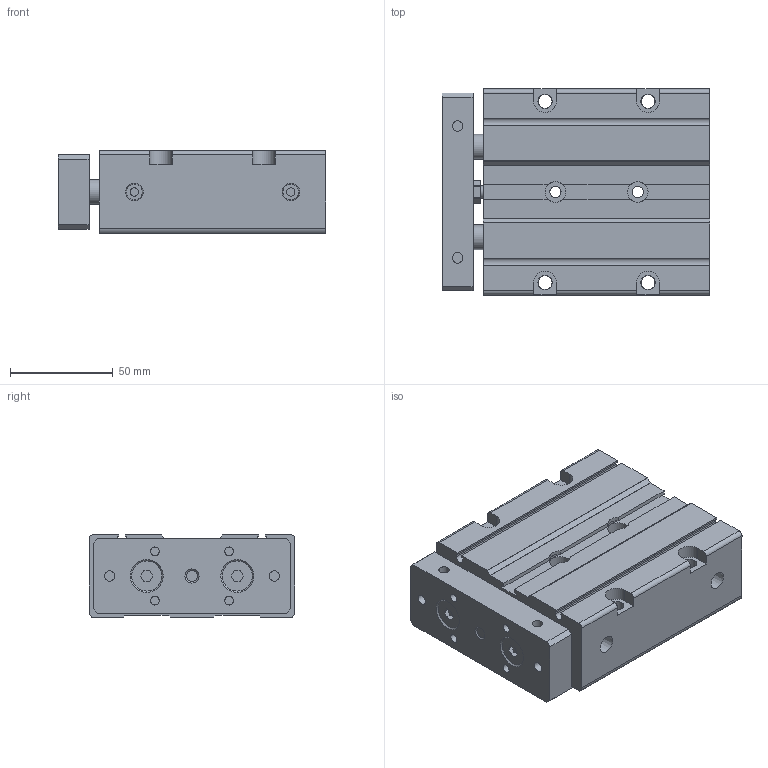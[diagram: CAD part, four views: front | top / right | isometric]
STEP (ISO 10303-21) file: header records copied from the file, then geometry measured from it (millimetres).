
FILE_DESCRIPTION((''),'2;1');
FILE_NAME('DPCO32X50.STEP','2012-11-29T11:48:37',('Administrator'),(''),'CADlook_v9.0','Cimatron E 8.0','');
FILE_SCHEMA(('AUTOMOTIVE_DESIGN { 1 2 10303 214 0 1 1 1 }'));
Length unit declared in the file: millimetre
Bounding box: 130 x 100 x 40 mm (x, y, z)
Volume: 445254.5 mm3; surface area: 72718.4 mm2
Topology: 2 solids, 2 shells, 195 faces, 503 edges, 342 vertices
Faces by surface type: plane 120, cylinder 70, cone 5
Full cylindrical faces by diameter (mm): 4 x2, 4.2 x4, 5 x2, 5.1 x6, 5.5 x2, 6 x1, 6.7 x4, 7 x4, 10 x5, 12 x4, 25 x2
Entity records: 7445 total; most frequent: DIRECTION 1024, CARTESIAN_POINT 1000, ORIENTED_EDGE 924, EDGE_CURVE 462, AXIS2_PLACEMENT_3D 366, VERTEX_POINT 342, EDGE_LOOP 294, VECTOR 292
